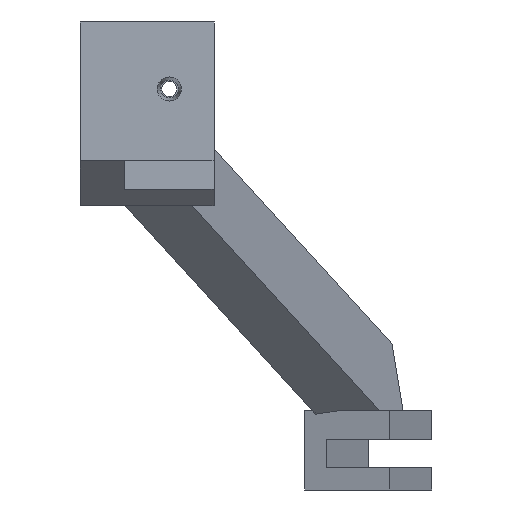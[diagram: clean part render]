
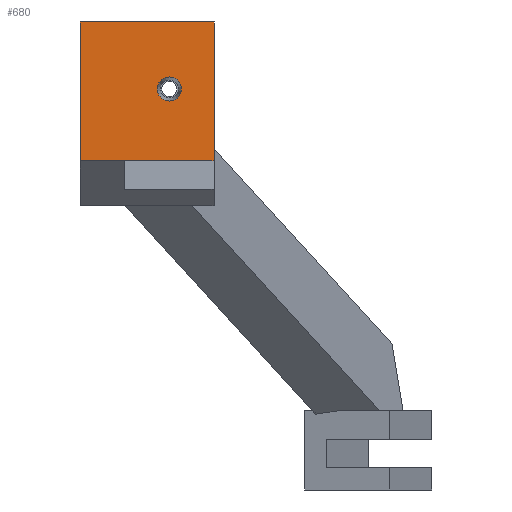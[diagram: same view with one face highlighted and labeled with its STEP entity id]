
A CAD part, left-side view. The second image highlights one B-rep face of the part: STEP entity #680.
In plain terms, the highlighted planar face has unit normal (-1, 0, 0).
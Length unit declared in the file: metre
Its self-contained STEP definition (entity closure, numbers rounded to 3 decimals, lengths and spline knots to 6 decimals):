
#21=CIRCLE('',#735,0.0027);
#126=ORIENTED_EDGE('',*,*,#280,.F.);
#127=ORIENTED_EDGE('',*,*,#281,.F.);
#128=ORIENTED_EDGE('',*,*,#254,.T.);
#129=ORIENTED_EDGE('',*,*,#282,.T.);
#130=ORIENTED_EDGE('',*,*,#272,.F.);
#254=EDGE_CURVE('',#336,#335,#407,.T.);
#272=EDGE_CURVE('',#347,#348,#424,.T.);
#280=EDGE_CURVE('',#352,#352,#21,.T.);
#281=EDGE_CURVE('',#336,#347,#431,.T.);
#282=EDGE_CURVE('',#335,#348,#432,.T.);
#335=VERTEX_POINT('',#1031);
#336=VERTEX_POINT('',#1033);
#347=VERTEX_POINT('',#1065);
#348=VERTEX_POINT('',#1067);
#352=VERTEX_POINT('',#1082);
#407=LINE('',#1032,#486);
#424=LINE('',#1066,#503);
#431=LINE('',#1083,#510);
#432=LINE('',#1084,#511);
#486=VECTOR('',#830,1.);
#503=VECTOR('',#857,1.);
#510=VECTOR('',#874,1.);
#511=VECTOR('',#875,1.);
#543=EDGE_LOOP('',(#126));
#544=EDGE_LOOP('',(#127,#128,#129,#130));
#597=FACE_BOUND('',#543,.T.);
#598=FACE_BOUND('',#544,.T.);
#648=PLANE('',#734);
#680=ADVANCED_FACE('',(#597,#598),#648,.T.);
#734=AXIS2_PLACEMENT_3D('',#1080,#870,#871);
#735=AXIS2_PLACEMENT_3D('',#1081,#872,#873);
#830=DIRECTION('',(0.,0.,-1.));
#857=DIRECTION('',(0.,0.,-1.));
#870=DIRECTION('',(-1.,0.,0.));
#871=DIRECTION('',(0.,-1.,0.));
#872=DIRECTION('',(-1.,0.,0.));
#873=DIRECTION('',(0.,0.,1.));
#874=DIRECTION('',(0.,-1.,0.));
#875=DIRECTION('',(0.,-1.,0.));
#1031=CARTESIAN_POINT('',(0.0052,0.115,0.2485));
#1032=CARTESIAN_POINT('',(0.0052,0.115,0.2646));
#1033=CARTESIAN_POINT('',(0.0052,0.115,0.2796));
#1065=CARTESIAN_POINT('',(0.0052,0.085,0.2796));
#1066=CARTESIAN_POINT('',(0.0052,0.085,0.2646));
#1067=CARTESIAN_POINT('',(0.0052,0.085,0.2485));
#1080=CARTESIAN_POINT('',(0.0052,0.095,0.2646));
#1081=CARTESIAN_POINT('',(0.0052,0.095,0.2646));
#1082=CARTESIAN_POINT('',(0.0052,0.095,0.2673));
#1083=CARTESIAN_POINT('',(0.0052,0.095,0.2796));
#1084=CARTESIAN_POINT('',(0.0052,0.095,0.2485));
